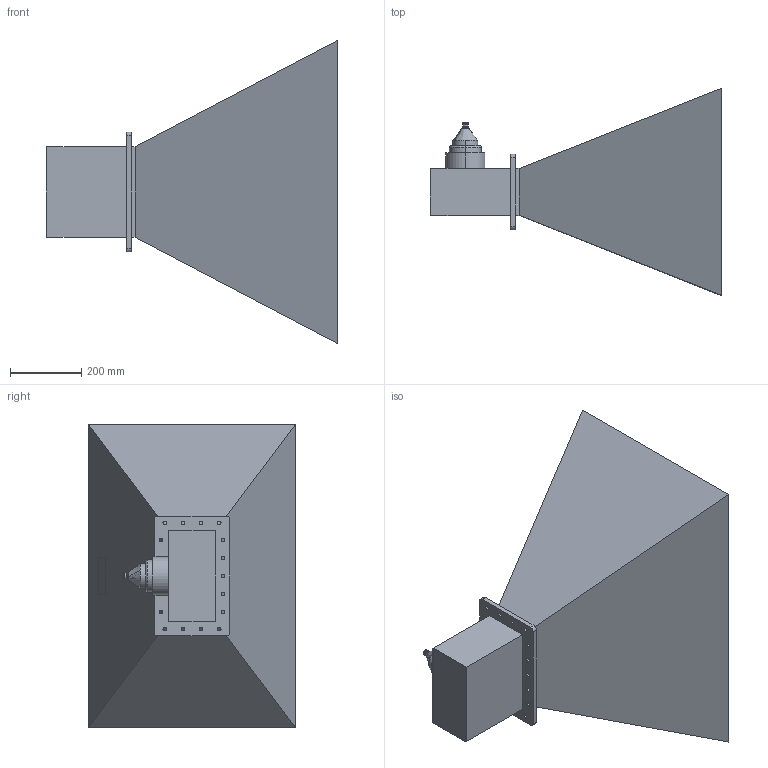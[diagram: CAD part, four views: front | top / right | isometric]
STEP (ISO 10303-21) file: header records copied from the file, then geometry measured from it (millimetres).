
FILE_DESCRIPTION (( 'STEP AP214' ), '1' );
FILE_NAME ('FMWAN975-15NF_3D.step', '2023-04-25T20:51:54', ( '' ), ( '' ), 'SwSTEP 2.0', 'SolidWorks 2022', '' );
FILE_SCHEMA (( 'AUTOMOTIVE_DESIGN' ));
Length unit declared in the file: inch
Products named in the file (6): FMWAN975-15NF^FMWAN975-15NF; FMWAN975-15NF_3D; ANF-1304-MA3^ANF-1304_FMWAN975-15NF; ANF-1304-MA1^ANF-1304_FMWAN975-15NF; ANF-1304^FMWAN975-15NF; ANF-1304-MA2^ANF-1304_FMWAN975-15NF
Assembly tree (5 placements, depth 3):
  FMWAN975-15NF_3D
    FMWAN975-15NF^FMWAN975-15NF
    ANF-1304^FMWAN975-15NF
      ANF-1304-MA1^ANF-1304_FMWAN975-15NF
      ANF-1304-MA2^ANF-1304_FMWAN975-15NF
      ANF-1304-MA3^ANF-1304_FMWAN975-15NF
Bounding box: 820 x 582 x 852 mm (x, y, z)
Volume: 14425931.6 mm3; surface area: 2852330.3 mm2
Topology: 5 solids, 5 shells, 199 faces, 476 edges, 300 vertices
Faces by surface type: cylinder 80, plane 73, cone 42, torus 2, bspline 2
Entity records: 6141 total; most frequent: CARTESIAN_POINT 1080, DIRECTION 1078, ORIENTED_EDGE 944, EDGE_CURVE 472, AXIS2_PLACEMENT_3D 426, VERTEX_POINT 300, EDGE_LOOP 256, LINE 226
